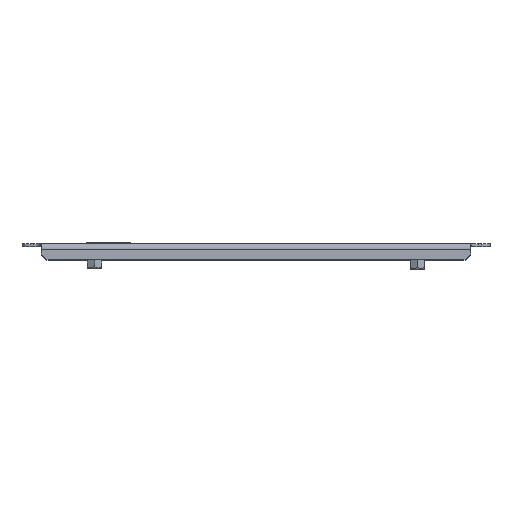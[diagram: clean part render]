
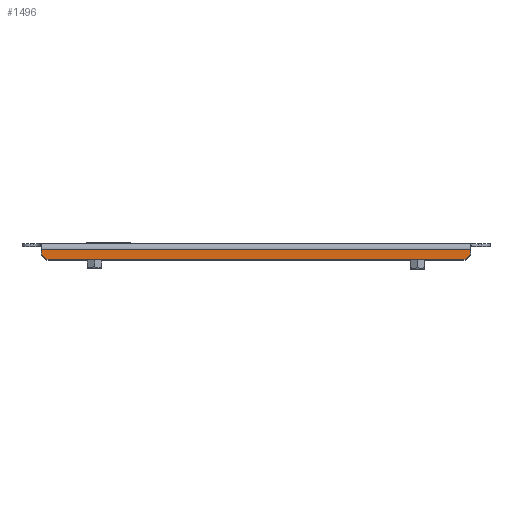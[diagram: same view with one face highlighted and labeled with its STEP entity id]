
A CAD part, top view. The second image highlights one B-rep face of the part: STEP entity #1496.
In plain terms, the highlighted planar face has unit normal (0, 0, 1).
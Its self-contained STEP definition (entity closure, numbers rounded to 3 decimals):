
#44 = VERTEX_POINT ( 'NONE', #4506 ) ;
#142 = VECTOR ( 'NONE', #3685, 1000. ) ;
#222 = ORIENTED_EDGE ( 'NONE', *, *, #3987, .T. ) ;
#334 = DIRECTION ( 'NONE',  ( 0., -1., 0. ) ) ;
#462 = DIRECTION ( 'NONE',  ( 0., 0., 1. ) ) ;
#496 = VECTOR ( 'NONE', #3902, 1000. ) ;
#554 = VERTEX_POINT ( 'NONE', #684 ) ;
#558 = CARTESIAN_POINT ( 'NONE',  ( 128., -5., 195. ) ) ;
#684 = CARTESIAN_POINT ( 'NONE',  ( -133., -3.5, 195. ) ) ;
#979 = DIRECTION ( 'NONE',  ( 1., 0., 0. ) ) ;
#1379 = VERTEX_POINT ( 'NONE', #3679 ) ;
#1496 = ADVANCED_FACE ( 'NONE', ( #6078 ), #6046, .T. ) ;
#1750 = DIRECTION ( 'NONE',  ( 0., -1., 0. ) ) ;
#1773 = ORIENTED_EDGE ( 'NONE', *, *, #4468, .T. ) ;
#1781 = CARTESIAN_POINT ( 'NONE',  ( 0., 191.978, 195. ) ) ;
#1918 = ORIENTED_EDGE ( 'NONE', *, *, #2634, .T. ) ;
#1943 = CARTESIAN_POINT ( 'NONE',  ( 0., -3.5, 195. ) ) ;
#1972 = VECTOR ( 'NONE', #979, 1000. ) ;
#2489 = EDGE_CURVE ( 'NONE', #44, #554, #3740, .T. ) ;
#2634 = EDGE_CURVE ( 'NONE', #44, #5832, #3174, .T. ) ;
#2769 = AXIS2_PLACEMENT_3D ( 'NONE', #3954, #3924, #4976 ) ;
#2838 = EDGE_CURVE ( 'NONE', #5652, #1379, #3708, .T. ) ;
#3019 = ORIENTED_EDGE ( 'NONE', *, *, #2838, .F. ) ;
#3077 = AXIS2_PLACEMENT_3D ( 'NONE', #558, #462, #4705 ) ;
#3174 = CIRCLE ( 'NONE', #2769, 5. ) ;
#3402 = ORIENTED_EDGE ( 'NONE', *, *, #2489, .F. ) ;
#3648 = DIRECTION ( 'NONE',  ( 0., 0., 1. ) ) ;
#3679 = CARTESIAN_POINT ( 'NONE',  ( 133., -5., 195. ) ) ;
#3685 = DIRECTION ( 'NONE',  ( 0., 1., 0. ) ) ;
#3708 = LINE ( 'NONE', #4628, #5140 ) ;
#3740 = LINE ( 'NONE', #5123, #142 ) ;
#3902 = DIRECTION ( 'NONE',  ( -1., 0., 0. ) ) ;
#3924 = DIRECTION ( 'NONE',  ( 0., 0., 1. ) ) ;
#3936 = EDGE_CURVE ( 'NONE', #5832, #4014, #4243, .T. ) ;
#3954 = CARTESIAN_POINT ( 'NONE',  ( -128., -5., 195. ) ) ;
#3987 = EDGE_CURVE ( 'NONE', #5652, #554, #4315, .T. ) ;
#4014 = VERTEX_POINT ( 'NONE', #4703 ) ;
#4093 = CARTESIAN_POINT ( 'NONE',  ( -128., -10., 195. ) ) ;
#4243 = LINE ( 'NONE', #4766, #1972 ) ;
#4315 = LINE ( 'NONE', #1943, #496 ) ;
#4468 = EDGE_CURVE ( 'NONE', #4014, #1379, #5941, .T. ) ;
#4493 = AXIS2_PLACEMENT_3D ( 'NONE', #1781, #3648, #1750 ) ;
#4506 = CARTESIAN_POINT ( 'NONE',  ( -133., -5., 195. ) ) ;
#4628 = CARTESIAN_POINT ( 'NONE',  ( 133., 23.978, 195. ) ) ;
#4703 = CARTESIAN_POINT ( 'NONE',  ( 128., -10., 195. ) ) ;
#4705 = DIRECTION ( 'NONE',  ( 0., -1., 0. ) ) ;
#4748 = ORIENTED_EDGE ( 'NONE', *, *, #3936, .T. ) ;
#4766 = CARTESIAN_POINT ( 'NONE',  ( 145., -10., 195. ) ) ;
#4976 = DIRECTION ( 'NONE',  ( 0., -1., 0. ) ) ;
#5123 = CARTESIAN_POINT ( 'NONE',  ( -133., 23.978, 195. ) ) ;
#5140 = VECTOR ( 'NONE', #334, 1000. ) ;
#5652 = VERTEX_POINT ( 'NONE', #5701 ) ;
#5655 = EDGE_LOOP ( 'NONE', ( #3402, #1918, #4748, #1773, #3019, #222 ) ) ;
#5701 = CARTESIAN_POINT ( 'NONE',  ( 133., -3.5, 195. ) ) ;
#5832 = VERTEX_POINT ( 'NONE', #4093 ) ;
#5941 = CIRCLE ( 'NONE', #3077, 5. ) ;
#6046 = PLANE ( 'NONE',  #4493 ) ;
#6078 = FACE_OUTER_BOUND ( 'NONE', #5655, .T. ) ;
